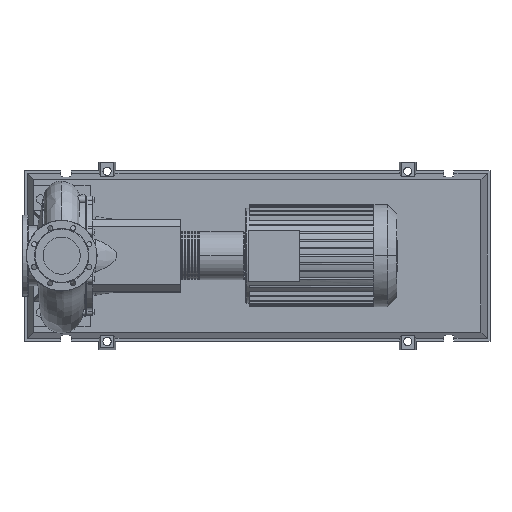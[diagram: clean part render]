
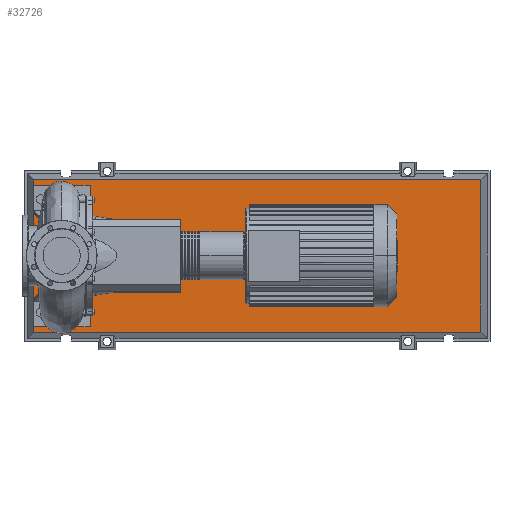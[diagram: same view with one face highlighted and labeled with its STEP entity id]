
A CAD part, top view. The second image highlights one B-rep face of the part: STEP entity #32726.
In plain terms, the highlighted planar face has unit normal (0, 0, 1).
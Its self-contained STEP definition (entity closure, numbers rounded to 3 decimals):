
#32407=CARTESIAN_POINT('',(1478.185,-268.185,123.0));
#32408=VERTEX_POINT('',#32407);
#32415=CARTESIAN_POINT('',(-98.185,-268.185,123.0));
#32416=VERTEX_POINT('',#32415);
#32417=CARTESIAN_POINT('',(1478.185,-268.185,123.0));
#32418=DIRECTION('',(-1.0,0.0,0.0));
#32419=VECTOR('',#32418,1576.37);
#32420=LINE('',#32417,#32419);
#32421=EDGE_CURVE('',#32408,#32416,#32420,.T.);
#32639=CARTESIAN_POINT('',(1478.185,268.185,123.0));
#32640=VERTEX_POINT('',#32639);
#32641=CARTESIAN_POINT('',(1478.185,268.185,123.0));
#32642=DIRECTION('',(0.0,-1.0,0.0));
#32643=VECTOR('',#32642,536.37);
#32644=LINE('',#32641,#32643);
#32645=EDGE_CURVE('',#32640,#32408,#32644,.T.);
#32663=CARTESIAN_POINT('',(-98.185,268.185,123.0));
#32664=VERTEX_POINT('',#32663);
#32665=CARTESIAN_POINT('',(-98.185,-268.185,123.0));
#32666=DIRECTION('',(0.0,1.0,0.0));
#32667=VECTOR('',#32666,536.37);
#32668=LINE('',#32665,#32667);
#32669=EDGE_CURVE('',#32416,#32664,#32668,.T.);
#32702=CARTESIAN_POINT('',(-98.185,268.185,123.0));
#32703=DIRECTION('',(1.0,0.0,0.0));
#32704=VECTOR('',#32703,1576.37);
#32705=LINE('',#32702,#32704);
#32706=EDGE_CURVE('',#32664,#32640,#32705,.T.);
#32715=CARTESIAN_POINT('',(690.,0.,123.0));
#32716=DIRECTION('',(0.0,0.0,1.0));
#32717=DIRECTION('',(1.0,0.0,0.0));
#32718=AXIS2_PLACEMENT_3D('',#32715,#32716,#32717);
#32719=PLANE('',#32718);
#32720=ORIENTED_EDGE('',*,*,#32645,.F.);
#32721=ORIENTED_EDGE('',*,*,#32706,.F.);
#32722=ORIENTED_EDGE('',*,*,#32669,.F.);
#32723=ORIENTED_EDGE('',*,*,#32421,.F.);
#32724=EDGE_LOOP('',(#32720,#32721,#32722,#32723));
#32725=FACE_OUTER_BOUND('',#32724,.T.);
#32726=ADVANCED_FACE('',(#32725),#32719,.T.);
